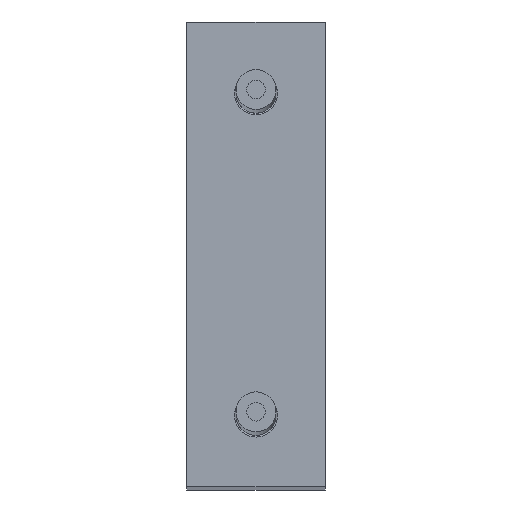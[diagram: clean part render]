
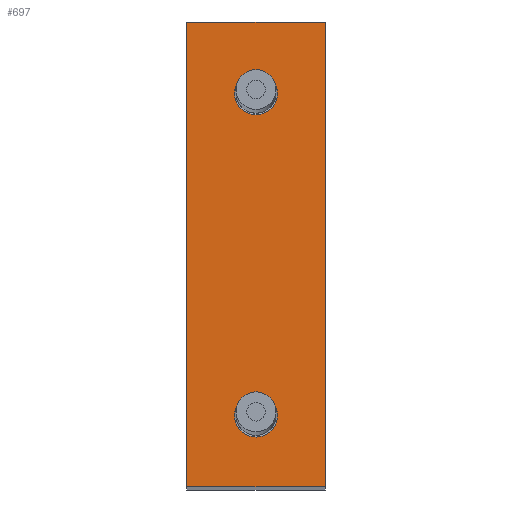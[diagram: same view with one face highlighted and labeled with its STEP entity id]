
A CAD part, top view. The second image highlights one B-rep face of the part: STEP entity #697.
In plain terms, the highlighted face is planar.
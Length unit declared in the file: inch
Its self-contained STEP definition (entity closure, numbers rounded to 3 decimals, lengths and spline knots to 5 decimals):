
#131=DIRECTION('',(0.,1.,0.));
#132=VECTOR('',#131,0.3);
#133=CARTESIAN_POINT('',(0.,0.,0.));
#134=LINE('',#133,#132);
#145=CARTESIAN_POINT('',(0.,0.15,-0.155));
#146=DIRECTION('',(-1.,0.,0.));
#147=DIRECTION('',(0.,0.,1.));
#148=AXIS2_PLACEMENT_3D('',#145,#146,#147);
#150=CARTESIAN_POINT('',(0.,0.15,-0.155));
#151=DIRECTION('',(-1.,0.,0.));
#152=DIRECTION('',(0.,0.,-1.));
#153=AXIS2_PLACEMENT_3D('',#150,#151,#152);
#155=DIRECTION('',(0.,0.,1.));
#156=VECTOR('',#155,1.01);
#157=CARTESIAN_POINT('',(0.,0.3,-1.01));
#158=LINE('',#157,#156);
#159=DIRECTION('',(0.,0.,-1.));
#160=VECTOR('',#159,1.01);
#161=CARTESIAN_POINT('',(0.,0.,0.));
#162=LINE('',#161,#160);
#163=DIRECTION('',(0.,1.,0.));
#164=VECTOR('',#163,0.3);
#165=CARTESIAN_POINT('',(0.,0.,-1.01));
#166=LINE('',#165,#164);
#167=CARTESIAN_POINT('',(0.,0.15,-0.855));
#168=DIRECTION('',(-1.,0.,0.));
#169=DIRECTION('',(0.,0.,1.));
#170=AXIS2_PLACEMENT_3D('',#167,#168,#169);
#172=CARTESIAN_POINT('',(0.,0.15,-0.855));
#173=DIRECTION('',(-1.,0.,0.));
#174=DIRECTION('',(0.,0.,-1.));
#175=AXIS2_PLACEMENT_3D('',#172,#173,#174);
#413=CARTESIAN_POINT('',(0.,0.,0.));
#415=VERTEX_POINT('',#413);
#423=CARTESIAN_POINT('',(0.,0.,-1.01));
#424=VERTEX_POINT('',#423);
#425=CARTESIAN_POINT('',(0.,0.3,0.));
#427=VERTEX_POINT('',#425);
#435=CARTESIAN_POINT('',(0.,0.3,-1.01));
#436=VERTEX_POINT('',#435);
#445=CARTESIAN_POINT('',(0.,0.15,-0.8085));
#446=CARTESIAN_POINT('',(0.,0.15,-0.9015));
#447=VERTEX_POINT('',#445);
#448=VERTEX_POINT('',#446);
#449=CARTESIAN_POINT('',(0.,0.15,-0.1085));
#450=CARTESIAN_POINT('',(0.,0.15,-0.2015));
#451=VERTEX_POINT('',#449);
#452=VERTEX_POINT('',#450);
#673=CARTESIAN_POINT('',(0.,0.,-1.01));
#674=DIRECTION('',(-1.,0.,0.));
#675=DIRECTION('',(0.,0.,1.));
#676=AXIS2_PLACEMENT_3D('',#673,#674,#675);
#677=PLANE('',#676);
#678=ORIENTED_EDGE('',*,*,#593,.T.);
#679=ORIENTED_EDGE('',*,*,#660,.F.);
#680=ORIENTED_EDGE('',*,*,#534,.T.);
#682=ORIENTED_EDGE('',*,*,#681,.T.);
#683=EDGE_LOOP('',(#678,#679,#680,#682));
#684=FACE_OUTER_BOUND('',#683,.F.);
#686=ORIENTED_EDGE('',*,*,#685,.T.);
#688=ORIENTED_EDGE('',*,*,#687,.T.);
#689=EDGE_LOOP('',(#686,#688));
#690=FACE_BOUND('',#689,.F.);
#692=ORIENTED_EDGE('',*,*,#691,.T.);
#694=ORIENTED_EDGE('',*,*,#693,.T.);
#695=EDGE_LOOP('',(#692,#694));
#696=FACE_BOUND('',#695,.F.);
#697=ADVANCED_FACE('',(#684,#690,#696),#677,.T.);
#149=CIRCLE('',#148,0.0465);
#154=CIRCLE('',#153,0.0465);
#171=CIRCLE('',#170,0.0465);
#176=CIRCLE('',#175,0.0465);
#534=EDGE_CURVE('',#415,#424,#162,.T.);
#593=EDGE_CURVE('',#436,#427,#158,.T.);
#660=EDGE_CURVE('',#415,#427,#134,.T.);
#681=EDGE_CURVE('',#424,#436,#166,.T.);
#685=EDGE_CURVE('',#451,#452,#149,.T.);
#687=EDGE_CURVE('',#452,#451,#154,.T.);
#691=EDGE_CURVE('',#447,#448,#171,.T.);
#693=EDGE_CURVE('',#448,#447,#176,.T.);
